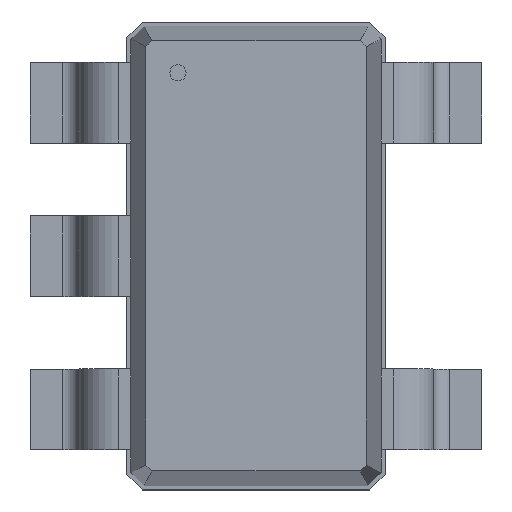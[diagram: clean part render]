
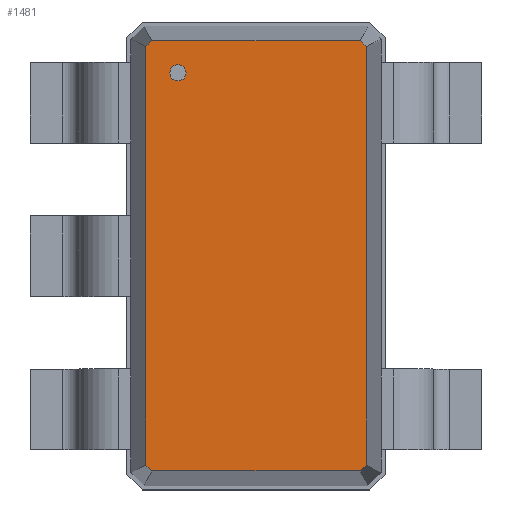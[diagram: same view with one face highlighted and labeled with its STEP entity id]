
A CAD part, top view. The second image highlights one B-rep face of the part: STEP entity #1481.
In plain terms, the highlighted planar face has unit normal (0, 0, 1).
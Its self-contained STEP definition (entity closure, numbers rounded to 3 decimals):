
#13=DIRECTION('',(0.,0.,1.));
#27=VECTOR('',#28,1.);
#28=DIRECTION('',(1.,0.,0.));
#51=VECTOR('',#52,1.);
#52=DIRECTION('',(0.707,-0.707,0.));
#58=VECTOR('',#59,1.);
#59=DIRECTION('',(0.,-1.,0.));
#65=VECTOR('',#66,1.);
#66=DIRECTION('',(-0.707,-0.707,0.));
#72=VECTOR('',#73,1.);
#73=DIRECTION('',(-1.,0.,0.));
#79=VECTOR('',#80,1.);
#80=DIRECTION('',(-0.707,0.707,0.));
#86=VECTOR('',#87,1.);
#87=DIRECTION('',(0.,1.,0.));
#91=VECTOR('',#92,1.);
#92=DIRECTION('',(0.707,0.707,0.));
#644=VERTEX_POINT('',#645);
#645=CARTESIAN_POINT('',(-0.684,1.297,1.55));
#647=ORIENTED_EDGE('',*,*,#648,.F.);
#648=EDGE_CURVE('',#649,#644,#651,.T.);
#649=VERTEX_POINT('',#650);
#650=CARTESIAN_POINT('',(-0.684,-1.297,1.55));
#651=LINE('',#650,#86);
#662=VERTEX_POINT('',#663);
#663=CARTESIAN_POINT('',(-0.647,1.334,1.55));
#665=ORIENTED_EDGE('',*,*,#666,.F.);
#666=EDGE_CURVE('',#644,#662,#667,.T.);
#667=LINE('',#645,#91);
#676=VERTEX_POINT('',#677);
#677=CARTESIAN_POINT('',(0.647,1.334,1.55));
#679=ORIENTED_EDGE('',*,*,#680,.F.);
#680=EDGE_CURVE('',#662,#676,#681,.T.);
#681=LINE('',#663,#27);
#690=VERTEX_POINT('',#691);
#691=CARTESIAN_POINT('',(0.684,1.297,1.55));
#693=ORIENTED_EDGE('',*,*,#694,.F.);
#694=EDGE_CURVE('',#676,#690,#695,.T.);
#695=LINE('',#677,#51);
#720=VERTEX_POINT('',#721);
#721=CARTESIAN_POINT('',(0.684,-1.297,1.55));
#723=ORIENTED_EDGE('',*,*,#724,.F.);
#724=EDGE_CURVE('',#690,#720,#725,.T.);
#725=LINE('',#691,#58);
#1481=ADVANCED_FACE('',(#1482,#1497),#1507,.T.);
#1482=FACE_BOUND('',#1483,.T.);
#1483=EDGE_LOOP('',(#679,#665,#647,#1484,#1489,#1494,#723,#693));
#1484=ORIENTED_EDGE('',*,*,#1485,.F.);
#1485=EDGE_CURVE('',#1486,#649,#1488,.T.);
#1486=VERTEX_POINT('',#1487);
#1487=CARTESIAN_POINT('',(-0.647,-1.334,1.55));
#1488=LINE('',#1487,#79);
#1489=ORIENTED_EDGE('',*,*,#1490,.F.);
#1490=EDGE_CURVE('',#1491,#1486,#1493,.T.);
#1491=VERTEX_POINT('',#1492);
#1492=CARTESIAN_POINT('',(0.647,-1.334,1.55));
#1493=LINE('',#1492,#72);
#1494=ORIENTED_EDGE('',*,*,#1495,.F.);
#1495=EDGE_CURVE('',#720,#1491,#1496,.T.);
#1496=LINE('',#721,#65);
#1497=FACE_BOUND('',#1498,.T.);
#1498=EDGE_LOOP('',(#1499));
#1499=ORIENTED_EDGE('',*,*,#1500,.T.);
#1500=EDGE_CURVE('',#1501,#1501,#1503,.T.);
#1501=VERTEX_POINT('',#1502);
#1502=CARTESIAN_POINT('',(-0.484,1.084,1.55));
#1503=CIRCLE('',#1504,0.05);
#1504=AXIS2_PLACEMENT_3D('',#1505,#1506,#59);
#1505=CARTESIAN_POINT('',(-0.484,1.134,1.55));
#1506=DIRECTION('',(0.,-0.,-1.));
#1507=PLANE('',#1508);
#1508=AXIS2_PLACEMENT_3D('',#663,#13,#1509);
#1509=DIRECTION('',(0.436,-0.9,0.));
